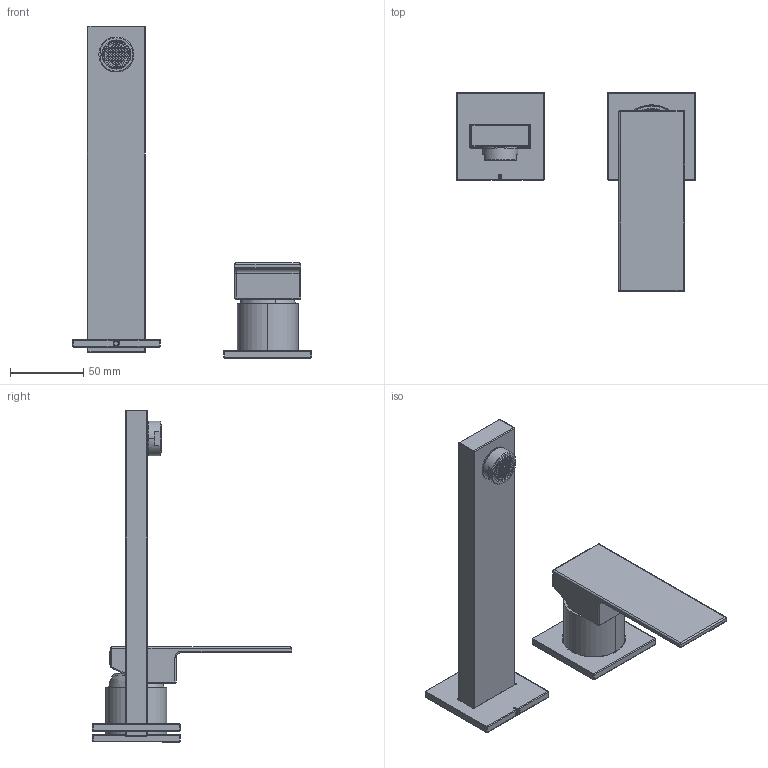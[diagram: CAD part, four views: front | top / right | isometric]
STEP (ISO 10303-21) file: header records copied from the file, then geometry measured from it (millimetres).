
FILE_DESCRIPTION (( 'STEP AP214' ), '1' );
FILE_NAME ('20035.STEP', '2023-06-08T14:53:14', ( '' ), ( '' ), 'SwSTEP 2.0', 'SolidWorks 2018', '' );
FILE_SCHEMA (( 'AUTOMOTIVE_DESIGN' ));
Length unit declared in the file: millimetre
Products named in the file (15): 101900801; 888_1; 92400 retina filtro; 0120035P0; 102000000; 0000092400; 00000967K0; 01020034T0; 20035; 0100103417; 101203401; 01020035P1; 0104303711; 00015035IN
Assembly tree (15 placements, depth 3):
  20035
    00015035IN
      00000967K0
      0100103417
      888_1
      101203401  x2
    0120035P0
    01020034T0
    0000092400
      0000092400
      92400 retina filtro
    01020035P1
    0104303711
    101900801
    102000000
Bounding box: 163.45 x 136.34 x 227 mm (x, y, z)
Volume: 209901 mm3; surface area: 99732.8 mm2
Topology: 20 solids, 20 shells, 1208 faces, 3022 edges, 1893 vertices
Faces by surface type: plane 638, cylinder 311, cone 161, torus 51, sphere 32, bspline 15
Entity records: 47432 total; most frequent: CARTESIAN_POINT 16244, ORIENTED_EDGE 5956, DIRECTION 5799, EDGE_CURVE 2978, AXIS2_PLACEMENT_3D 1938, VECTOR 1923, LINE 1923, VERTEX_POINT 1889
